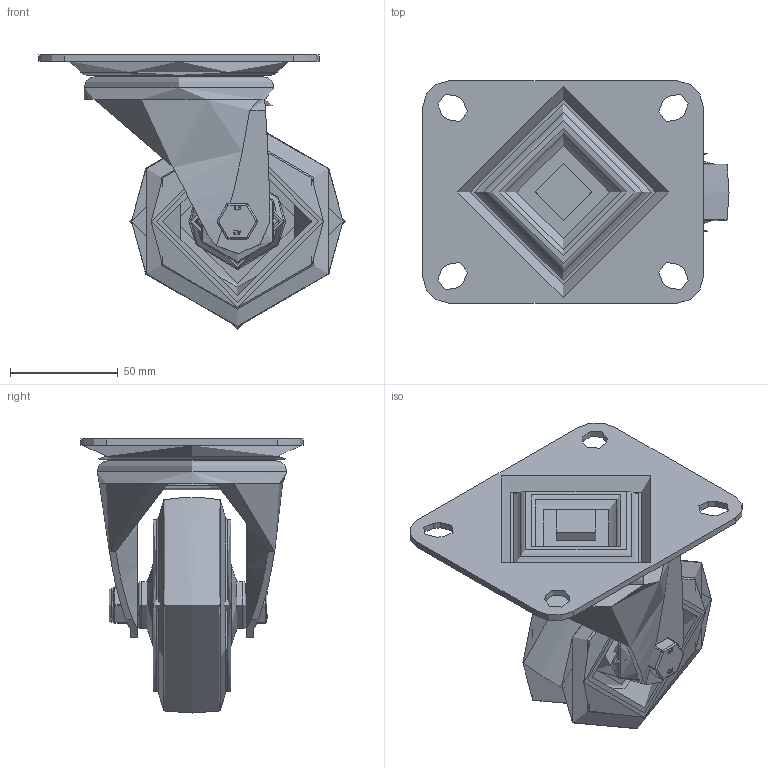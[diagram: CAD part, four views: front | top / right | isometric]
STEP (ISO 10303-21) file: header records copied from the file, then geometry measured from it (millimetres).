
FILE_DESCRIPTION(/* description */ (''),/* implementation_level */ '2;1');
FILE_NAME(/* name */ 'BZH100SRNBJLP.step',/* time_stamp */ '2024-05-01T16:13:51+01:00',/* author */ (''),/* organization */ (''),/* preprocessor_version */ 'ST-DEVELOPER v20',/* originating_system */ 'Autodesk Translation Framework v12.20.1.177',/* authorisation */ '');
FILE_SCHEMA (('AUTOMOTIVE_DESIGN { 1 0 10303 214 3 1 1 }'));
Length unit declared in the file: millimetre
Products named in the file (25): BZH100SRNBJLP; BZH100ASLP v1; ZINC PLATED PRESSED STEEL FORK; ZINC PLATED PRESSED STEEL TOP PLATE; BZH100WSRNBJM10 v1; BZMM100WSRNBJ; 65 SHORE A ELASTIC RUBBER TYRE; NYLON RIM; BEARING 6202; METAL; METAL2; Pattern; Component1; MIDDLE; RUBBER; RUBBER2; HUBCAPM10X49RN; HUBCAPM10X49RN (1); HUB CAP; HEXBOLTM10X65Z8.8FULL v2; GRADE 8.8 FULLY THREADED ZINC PLATED BOLT; NYLOCM10Z v1; NYLOC NUT; RUBBER (1); NUT
Assembly tree (32 placements, depth 6):
  BZH100SRNBJLP
    BZH100ASLP v1
      ZINC PLATED PRESSED STEEL FORK
      ZINC PLATED PRESSED STEEL TOP PLATE
    BZH100WSRNBJM10 v1
      BZMM100WSRNBJ
        65 SHORE A ELASTIC RUBBER TYRE
        NYLON RIM
        BEARING 6202
          METAL
          METAL2
          Pattern
            Component1  x8
          MIDDLE
          RUBBER
          RUBBER2
      HUBCAPM10X49RN
        HUB CAP
      HUBCAPM10X49RN (1)
        HUB CAP
    HEXBOLTM10X65Z8.8FULL v2
      GRADE 8.8 FULLY THREADED ZINC PLATED BOLT
    NYLOCM10Z v1
      NYLOC NUT
        RUBBER (1)
        NUT
Bounding box: 142 x 103 x 127.13 mm (x, y, z)
Volume: 284235.5 mm3; surface area: 141692.5 mm2
Topology: 22 solids, 22 shells, 764 faces, 1859 edges, 1212 vertices
Faces by surface type: plane 264, cylinder 220, bspline 191, sphere 42, torus 30, cone 17
Full cylindrical faces by diameter (mm): 8.141 x18, 9.85 x30, 10 x3, 10.2 x2, 10.5 x2, 12 x2, 14.9 x2, 15 x1, 16 x2, 18 x1, 19 x2, 20 x4, 22 x2, 22.5 x2, 23 x2, 26 x3, 28 x3, 30 x5, 30.5 x2, 31 x4, 32 x1, 33 x2, 35 x4, 36 x1, 37 x2, 38.5 x2, 40 x2, 43 x2, 75 x2, 80 x2
Entity records: 30322 total; most frequent: CARTESIAN_POINT 13488, ORIENTED_EDGE 3570, DIRECTION 2879, EDGE_CURVE 1785, VERTEX_POINT 1175, AXIS2_PLACEMENT_3D 1071, EDGE_LOOP 886, LINE 737
